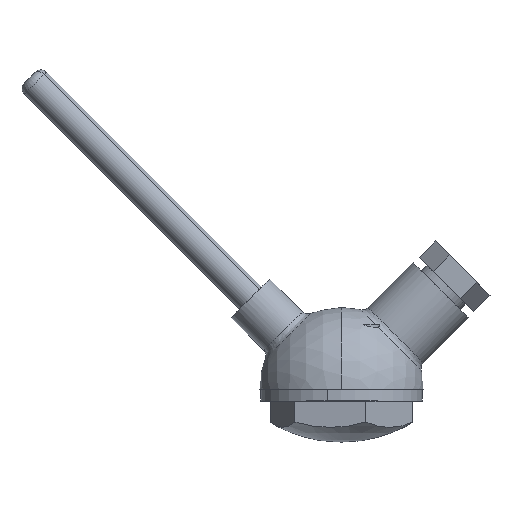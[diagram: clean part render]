
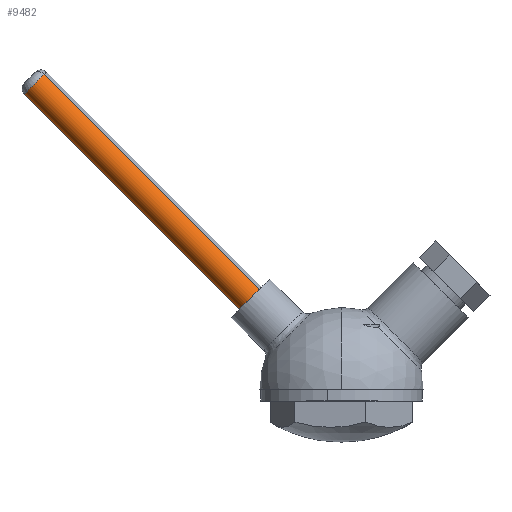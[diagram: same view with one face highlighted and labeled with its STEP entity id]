
A CAD part, top view. The second image highlights one B-rep face of the part: STEP entity #9482.
In plain terms, the highlighted cylindrical face has radius 4 mm (diameter 8 mm), a partial arc.
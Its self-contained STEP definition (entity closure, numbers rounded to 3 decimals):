
#185 = DIRECTION ( 'NONE',  ( -1., 0., 0. ) ) ;
#976 = DIRECTION ( 'NONE',  ( -1., 0., 0. ) ) ;
#1179 = VERTEX_POINT ( 'NONE', #5370 ) ;
#1341 = CARTESIAN_POINT ( 'NONE',  ( -61.354, 0., -4. ) ) ;
#1930 = CYLINDRICAL_SURFACE ( 'NONE', #3126, 4. ) ;
#2057 = CARTESIAN_POINT ( 'NONE',  ( -46., 0., 0. ) ) ;
#2139 = FACE_OUTER_BOUND ( 'NONE', #3921, .T. ) ;
#2234 = CARTESIAN_POINT ( 'NONE',  ( -46., 0., 4. ) ) ;
#3013 = EDGE_CURVE ( 'NONE', #9493, #12241, #6127, .T. ) ;
#3126 = AXIS2_PLACEMENT_3D ( 'NONE', #4067, #976, #5300 ) ;
#3273 = CIRCLE ( 'NONE', #6562, 4. ) ;
#3291 = DIRECTION ( 'NONE',  ( 0., 0., 1. ) ) ;
#3612 = DIRECTION ( 'NONE',  ( -1., 0., 0. ) ) ;
#3674 = EDGE_CURVE ( 'NONE', #7113, #1179, #3273, .T. ) ;
#3921 = EDGE_LOOP ( 'NONE', ( #9838, #8492, #9082, #4273 ) ) ;
#3983 = EDGE_CURVE ( 'NONE', #12241, #1179, #10806, .T. ) ;
#4067 = CARTESIAN_POINT ( 'NONE',  ( -61.354, 0., 0. ) ) ;
#4273 = ORIENTED_EDGE ( 'NONE', *, *, #9885, .F. ) ;
#5300 = DIRECTION ( 'NONE',  ( 0., 0., 1. ) ) ;
#5370 = CARTESIAN_POINT ( 'NONE',  ( -46., 0., -4. ) ) ;
#6127 = CIRCLE ( 'NONE', #10546, 4. ) ;
#6562 = AXIS2_PLACEMENT_3D ( 'NONE', #2057, #7072, #8254 ) ;
#6713 = CARTESIAN_POINT ( 'NONE',  ( 46., 0., -4. ) ) ;
#6856 = LINE ( 'NONE', #11931, #8092 ) ;
#7072 = DIRECTION ( 'NONE',  ( -1., 0., 0. ) ) ;
#7113 = VERTEX_POINT ( 'NONE', #2234 ) ;
#7224 = CARTESIAN_POINT ( 'NONE',  ( 46., 0., 4. ) ) ;
#7410 = CARTESIAN_POINT ( 'NONE',  ( 46., 0., 0. ) ) ;
#8092 = VECTOR ( 'NONE', #9777, 1000. ) ;
#8254 = DIRECTION ( 'NONE',  ( 0., 0., 1. ) ) ;
#8492 = ORIENTED_EDGE ( 'NONE', *, *, #3983, .T. ) ;
#9082 = ORIENTED_EDGE ( 'NONE', *, *, #3674, .F. ) ;
#9482 = ADVANCED_FACE ( 'NONE', ( #2139 ), #1930, .T. ) ;
#9493 = VERTEX_POINT ( 'NONE', #7224 ) ;
#9777 = DIRECTION ( 'NONE',  ( -1., 0., 0. ) ) ;
#9838 = ORIENTED_EDGE ( 'NONE', *, *, #3013, .T. ) ;
#9885 = EDGE_CURVE ( 'NONE', #9493, #7113, #6856, .T. ) ;
#10546 = AXIS2_PLACEMENT_3D ( 'NONE', #7410, #185, #3291 ) ;
#10806 = LINE ( 'NONE', #1341, #11663 ) ;
#11663 = VECTOR ( 'NONE', #3612, 1000. ) ;
#11931 = CARTESIAN_POINT ( 'NONE',  ( -61.354, 0., 4. ) ) ;
#12241 = VERTEX_POINT ( 'NONE', #6713 ) ;
